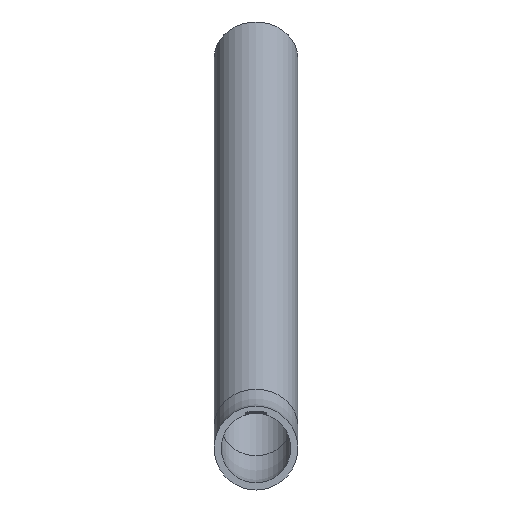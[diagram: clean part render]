
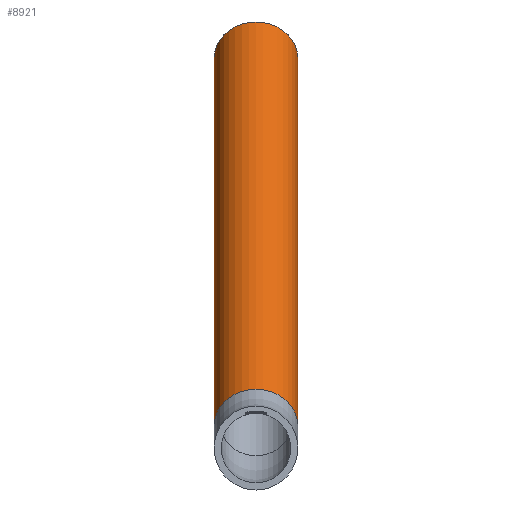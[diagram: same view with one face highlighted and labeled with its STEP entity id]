
A CAD part, front view. The second image highlights one B-rep face of the part: STEP entity #8921.
In plain terms, the highlighted cylindrical face has radius 13.45 mm (diameter 26.9 mm), a full revolution.
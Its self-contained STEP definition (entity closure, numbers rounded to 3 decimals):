
#456 = EDGE_CURVE ( 'NONE', #10751, #10751, #864, .T. ) ;
#475 = AXIS2_PLACEMENT_3D ( 'NONE', #11559, #10542, #3517 ) ;
#864 = CIRCLE ( 'NONE', #6470, 13.45 ) ;
#884 = DIRECTION ( 'NONE',  ( 0., 0.866, 0.5 ) ) ;
#1343 = AXIS2_PLACEMENT_3D ( 'NONE', #4931, #884, #6830 ) ;
#1517 = CYLINDRICAL_SURFACE ( 'NONE', #1343, 13.45 ) ;
#1781 = ORIENTED_EDGE ( 'NONE', *, *, #9111, .T. ) ;
#2233 = CARTESIAN_POINT ( 'NONE',  ( 0., 467.126, 125.166 ) ) ;
#2657 = CARTESIAN_POINT ( 'NONE',  ( 0., 460.401, 136.814 ) ) ;
#3264 = DIRECTION ( 'NONE',  ( 0., -0.5, 0.866 ) ) ;
#3297 = VERTEX_POINT ( 'NONE', #12757 ) ;
#3517 = DIRECTION ( 'NONE',  ( 0., -0.5, 0.866 ) ) ;
#3731 = ORIENTED_EDGE ( 'NONE', *, *, #456, .F. ) ;
#4931 = CARTESIAN_POINT ( 'NONE',  ( 0., 262.863, 7.235 ) ) ;
#5715 = EDGE_LOOP ( 'NONE', ( #3731 ) ) ;
#6470 = AXIS2_PLACEMENT_3D ( 'NONE', #2233, #8269, #3264 ) ;
#6830 = DIRECTION ( 'NONE',  ( 0., -0.5, 0.866 ) ) ;
#6927 = CIRCLE ( 'NONE', #475, 13.45 ) ;
#7844 = EDGE_LOOP ( 'NONE', ( #1781 ) ) ;
#8241 = FACE_OUTER_BOUND ( 'NONE', #5715, .T. ) ;
#8269 = DIRECTION ( 'NONE',  ( 0., 0.866, 0.5 ) ) ;
#8921 = ADVANCED_FACE ( 'NONE', ( #11384, #8241 ), #1517, .T. ) ;
#9111 = EDGE_CURVE ( 'NONE', #3297, #3297, #6927, .T. ) ;
#10542 = DIRECTION ( 'NONE',  ( 0., 0.866, 0.5 ) ) ;
#10751 = VERTEX_POINT ( 'NONE', #2657 ) ;
#11384 = FACE_OUTER_BOUND ( 'NONE', #7844, .T. ) ;
#11559 = CARTESIAN_POINT ( 'NONE',  ( 0., 262.863, 7.235 ) ) ;
#12757 = CARTESIAN_POINT ( 'NONE',  ( 0., 256.138, 18.883 ) ) ;
